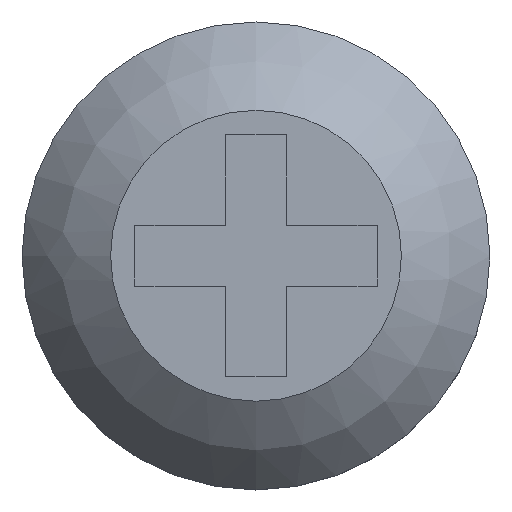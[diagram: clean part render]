
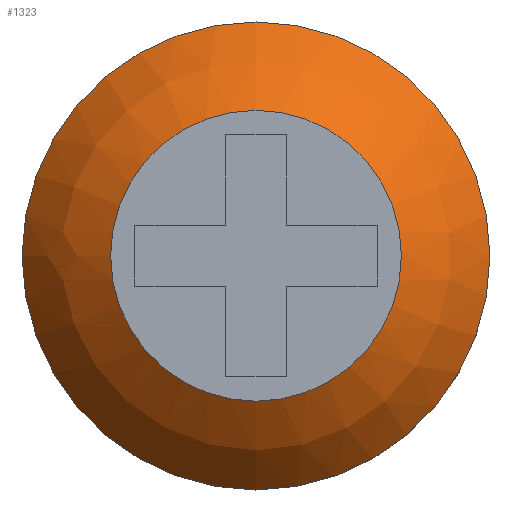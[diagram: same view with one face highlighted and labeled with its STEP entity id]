
A CAD part, top view. The second image highlights one B-rep face of the part: STEP entity #1323.
In plain terms, the highlighted spherical face has radius 2.516 mm.
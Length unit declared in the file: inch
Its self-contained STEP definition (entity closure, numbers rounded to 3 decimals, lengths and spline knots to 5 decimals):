
#15=SPHERICAL_SURFACE('',#1411,0.09904);
#103=FACE_OUTER_BOUND('',#175,.T.);
#175=EDGE_LOOP('',(#1185,#1186,#1187,#1188,#1189));
#184=CIRCLE('',#1410,0.0516);
#185=CIRCLE('',#1412,0.09904);
#186=CIRCLE('',#1413,0.083);
#187=CIRCLE('',#1414,0.083);
#597=VERTEX_POINT('',#4996);
#598=VERTEX_POINT('',#4999);
#599=VERTEX_POINT('',#5001);
#796=EDGE_CURVE('',#597,#597,#184,.T.);
#797=EDGE_CURVE('',#597,#598,#185,.T.);
#798=EDGE_CURVE('',#599,#598,#186,.T.);
#799=EDGE_CURVE('',#598,#599,#187,.T.);
#1185=ORIENTED_EDGE('',*,*,#796,.T.);
#1186=ORIENTED_EDGE('',*,*,#797,.T.);
#1187=ORIENTED_EDGE('',*,*,#798,.F.);
#1188=ORIENTED_EDGE('',*,*,#799,.F.);
#1189=ORIENTED_EDGE('',*,*,#797,.F.);
#1323=ADVANCED_FACE('',(#103),#15,.T.);
#1410=AXIS2_PLACEMENT_3D('',#4997,#1644,#1645);
#1411=AXIS2_PLACEMENT_3D('',#4998,#1646,#1647);
#1412=AXIS2_PLACEMENT_3D('',#5000,#1648,#1649);
#1413=AXIS2_PLACEMENT_3D('',#5002,#1650,#1651);
#1414=AXIS2_PLACEMENT_3D('',#5003,#1652,#1653);
#1644=DIRECTION('center_axis',(0.,0.,-1.));
#1645=DIRECTION('ref_axis',(1.,0.,0.));
#1646=DIRECTION('center_axis',(0.,0.,1.));
#1647=DIRECTION('ref_axis',(1.,0.,0.));
#1648=DIRECTION('center_axis',(0.,-1.,0.));
#1649=DIRECTION('ref_axis',(-1.,0.,0.));
#1650=DIRECTION('center_axis',(0.,0.,-1.));
#1651=DIRECTION('ref_axis',(1.,0.,0.));
#1652=DIRECTION('center_axis',(0.,0.,-1.));
#1653=DIRECTION('ref_axis',(1.,0.,0.));
#4996=CARTESIAN_POINT('',(-0.0516,0.,0.061));
#4997=CARTESIAN_POINT('Origin',(0.,0.,0.061));
#4998=CARTESIAN_POINT('Origin',(0.,0.,-0.02354));
#4999=CARTESIAN_POINT('',(-0.083,0.,0.0305));
#5000=CARTESIAN_POINT('Origin',(0.,0.,-0.02354));
#5001=CARTESIAN_POINT('',(0.,-0.083,0.0305));
#5002=CARTESIAN_POINT('Origin',(0.,0.,0.0305));
#5003=CARTESIAN_POINT('Origin',(0.,0.,0.0305));
